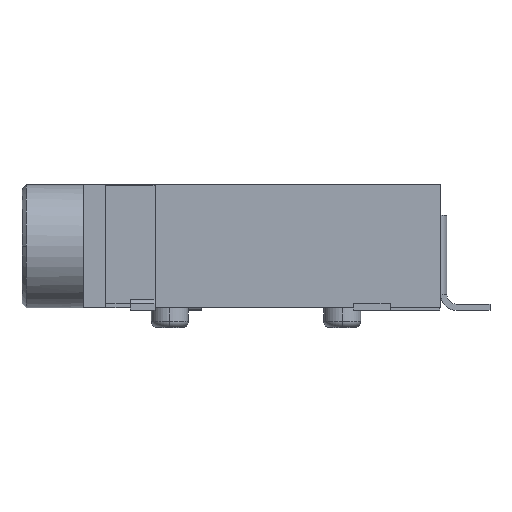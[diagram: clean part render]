
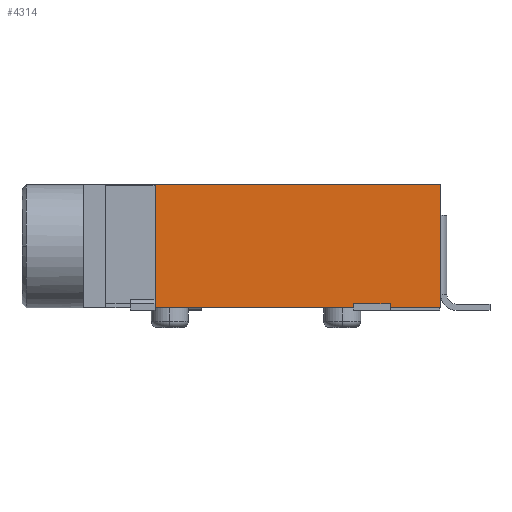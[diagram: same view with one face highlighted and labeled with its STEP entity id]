
A CAD part, top view. The second image highlights one B-rep face of the part: STEP entity #4314.
In plain terms, the highlighted planar face has unit normal (0, 0, 1).
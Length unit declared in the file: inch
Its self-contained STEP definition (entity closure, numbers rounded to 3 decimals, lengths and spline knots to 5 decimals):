
#53 = DIRECTION ( 'NONE',  ( -1., 0., 0. ) ) ;
#87 = VECTOR ( 'NONE', #2062, 39.37008 ) ;
#91 = CARTESIAN_POINT ( 'NONE',  ( 0.49016, 0.00591, 0.11811 ) ) ;
#94 = DIRECTION ( 'NONE',  ( 0., 1., 0. ) ) ;
#151 = DIRECTION ( 'NONE',  ( 0., 1., 0. ) ) ;
#154 = ORIENTED_EDGE ( 'NONE', *, *, #890, .F. ) ;
#176 = DIRECTION ( 'NONE',  ( 0., -1., 0. ) ) ;
#178 = EDGE_CURVE ( 'NONE', #1282, #3087, #3482, .T. ) ;
#230 = DIRECTION ( 'NONE',  ( 0., 1., 0. ) ) ;
#296 = DIRECTION ( 'NONE',  ( -1., 0., 0. ) ) ;
#379 = CARTESIAN_POINT ( 'NONE',  ( 0., 0., 0.11811 ) ) ;
#440 = ORIENTED_EDGE ( 'NONE', *, *, #1813, .T. ) ;
#451 = DIRECTION ( 'NONE',  ( 0., 1., 0. ) ) ;
#574 = FACE_OUTER_BOUND ( 'NONE', #3837, .T. ) ;
#670 = AXIS2_PLACEMENT_3D ( 'NONE', #1971, #3337, #2876 ) ;
#862 = CARTESIAN_POINT ( 'NONE',  ( 0.49016, 0., 0.11811 ) ) ;
#890 = EDGE_CURVE ( 'NONE', #3087, #4340, #3850, .T. ) ;
#893 = PLANE ( 'NONE',  #670 ) ;
#975 = ORIENTED_EDGE ( 'NONE', *, *, #2226, .T. ) ;
#1141 = LINE ( 'NONE', #2232, #3703 ) ;
#1182 = VERTEX_POINT ( 'NONE', #2722 ) ;
#1190 = EDGE_CURVE ( 'NONE', #2140, #3507, #3396, .T. ) ;
#1232 = CARTESIAN_POINT ( 'NONE',  ( 0.11417, 0.00591, 0.11811 ) ) ;
#1271 = EDGE_CURVE ( 'NONE', #3923, #2860, #2487, .T. ) ;
#1276 = CARTESIAN_POINT ( 'NONE',  ( 0., 0., 0.11811 ) ) ;
#1282 = VERTEX_POINT ( 'NONE', #2462 ) ;
#1542 = CARTESIAN_POINT ( 'NONE',  ( 0.57087, 0., 0.11811 ) ) ;
#1572 = EDGE_CURVE ( 'NONE', #2140, #3780, #1141, .T. ) ;
#1618 = VECTOR ( 'NONE', #4010, 39.37008 ) ;
#1665 = CARTESIAN_POINT ( 'NONE',  ( 0.57087, 0.00591, 0.11811 ) ) ;
#1690 = VECTOR ( 'NONE', #151, 39.37008 ) ;
#1751 = LINE ( 'NONE', #3086, #2656 ) ;
#1787 = ORIENTED_EDGE ( 'NONE', *, *, #1271, .T. ) ;
#1813 = EDGE_CURVE ( 'NONE', #1182, #3507, #2580, .T. ) ;
#1913 = ORIENTED_EDGE ( 'NONE', *, *, #1572, .T. ) ;
#1936 = CARTESIAN_POINT ( 'NONE',  ( 0.4311, 0.00591, 0.11811 ) ) ;
#1971 = CARTESIAN_POINT ( 'NONE',  ( 0.57087, 0., 0.11811 ) ) ;
#2062 = DIRECTION ( 'NONE',  ( 1., 0., 0. ) ) ;
#2140 = VERTEX_POINT ( 'NONE', #91 ) ;
#2226 = EDGE_CURVE ( 'NONE', #1282, #1182, #3407, .T. ) ;
#2232 = CARTESIAN_POINT ( 'NONE',  ( 0.49016, 0., 0.11811 ) ) ;
#2462 = CARTESIAN_POINT ( 'NONE',  ( 0.11417, 0., 0.11811 ) ) ;
#2470 = ORIENTED_EDGE ( 'NONE', *, *, #3173, .T. ) ;
#2487 = LINE ( 'NONE', #2768, #3818 ) ;
#2544 = CARTESIAN_POINT ( 'NONE',  ( 0.11417, 0., 0.11811 ) ) ;
#2580 = LINE ( 'NONE', #2650, #3633 ) ;
#2609 = VECTOR ( 'NONE', #296, 39.37008 ) ;
#2650 = CARTESIAN_POINT ( 'NONE',  ( 0.4311, 0., 0.11811 ) ) ;
#2656 = VECTOR ( 'NONE', #53, 39.37008 ) ;
#2722 = CARTESIAN_POINT ( 'NONE',  ( 0.4311, 0., 0.11811 ) ) ;
#2768 = CARTESIAN_POINT ( 'NONE',  ( 0.57087, 0., 0.11811 ) ) ;
#2800 = LINE ( 'NONE', #379, #87 ) ;
#2857 = ORIENTED_EDGE ( 'NONE', *, *, #3222, .T. ) ;
#2860 = VERTEX_POINT ( 'NONE', #4162 ) ;
#2870 = CARTESIAN_POINT ( 'NONE',  ( 0.11417, 0., 0.11811 ) ) ;
#2876 = DIRECTION ( 'NONE',  ( 1., 0., 0. ) ) ;
#3022 = ORIENTED_EDGE ( 'NONE', *, *, #178, .F. ) ;
#3050 = VECTOR ( 'NONE', #94, 39.37008 ) ;
#3086 = CARTESIAN_POINT ( 'NONE',  ( 0.57087, 0.19685, 0.11811 ) ) ;
#3087 = VERTEX_POINT ( 'NONE', #1232 ) ;
#3128 = ORIENTED_EDGE ( 'NONE', *, *, #1190, .F. ) ;
#3173 = EDGE_CURVE ( 'NONE', #3780, #3923, #2800, .T. ) ;
#3222 = EDGE_CURVE ( 'NONE', #2860, #4340, #1751, .T. ) ;
#3337 = DIRECTION ( 'NONE',  ( 0., 0., 1. ) ) ;
#3396 = LINE ( 'NONE', #1665, #2609 ) ;
#3407 = LINE ( 'NONE', #1276, #1618 ) ;
#3482 = LINE ( 'NONE', #2870, #3050 ) ;
#3507 = VERTEX_POINT ( 'NONE', #1936 ) ;
#3620 = CARTESIAN_POINT ( 'NONE',  ( 0.11417, 0.19685, 0.11811 ) ) ;
#3633 = VECTOR ( 'NONE', #230, 39.37008 ) ;
#3703 = VECTOR ( 'NONE', #176, 39.37008 ) ;
#3780 = VERTEX_POINT ( 'NONE', #862 ) ;
#3818 = VECTOR ( 'NONE', #451, 39.37008 ) ;
#3837 = EDGE_LOOP ( 'NONE', ( #3128, #1913, #2470, #1787, #2857, #154, #3022, #975, #440 ) ) ;
#3850 = LINE ( 'NONE', #2544, #1690 ) ;
#3923 = VERTEX_POINT ( 'NONE', #1542 ) ;
#4010 = DIRECTION ( 'NONE',  ( 1., 0., 0. ) ) ;
#4162 = CARTESIAN_POINT ( 'NONE',  ( 0.57087, 0.19685, 0.11811 ) ) ;
#4314 = ADVANCED_FACE ( 'NONE', ( #574 ), #893, .T. ) ;
#4340 = VERTEX_POINT ( 'NONE', #3620 ) ;
